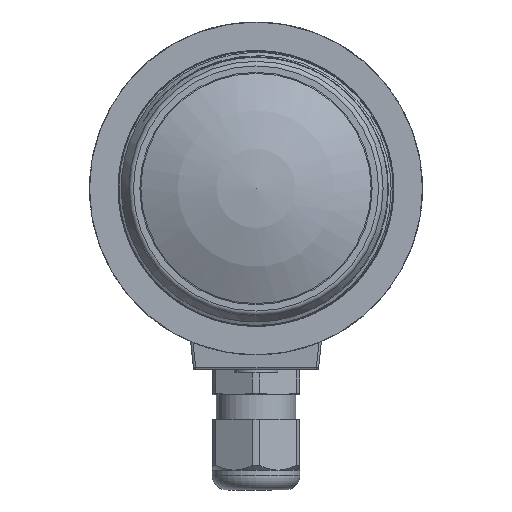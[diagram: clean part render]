
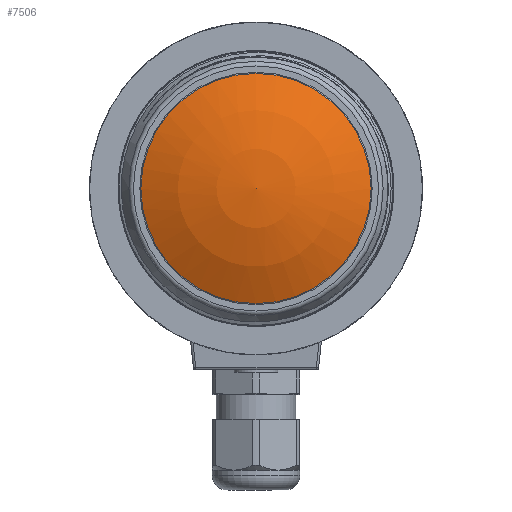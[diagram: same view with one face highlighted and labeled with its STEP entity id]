
A CAD part, front view. The second image highlights one B-rep face of the part: STEP entity #7506.
In plain terms, the highlighted spherical face has radius 55 mm.
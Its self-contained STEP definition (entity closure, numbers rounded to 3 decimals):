
#87=SPHERICAL_SURFACE('',#8070,55.);
#2212=ORIENTED_EDGE('',*,*,#3142,.F.);
#3142=EDGE_CURVE('',#3695,#3695,#4025,.T.);
#3695=VERTEX_POINT('',#16603);
#4025=CIRCLE('',#8069,24.894);
#4329=EDGE_LOOP('',(#2212));
#4724=FACE_BOUND('',#4329,.T.);
#7506=ADVANCED_FACE('',(#4724),#87,.T.);
#8069=AXIS2_PLACEMENT_3D('',#16602,#9416,#9417);
#8070=AXIS2_PLACEMENT_3D('',#16604,#9418,#9419);
#9416=DIRECTION('',(0.,1.,0.));
#9417=DIRECTION('',(1.,0.,0.));
#9418=DIRECTION('',(0.,1.,0.));
#9419=DIRECTION('',(0.,0.,1.));
#16602=CARTESIAN_POINT('',(0.,-17.854,0.));
#16603=CARTESIAN_POINT('',(24.894,-17.854,0.));
#16604=CARTESIAN_POINT('',(0.,31.19,0.));
